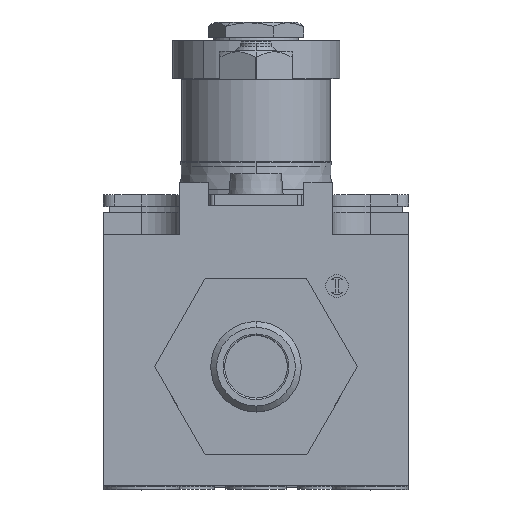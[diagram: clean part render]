
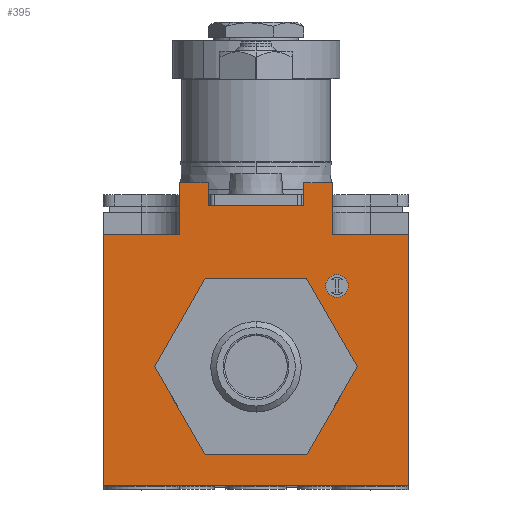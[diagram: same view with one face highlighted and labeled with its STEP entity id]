
A CAD part, top view. The second image highlights one B-rep face of the part: STEP entity #395.
In plain terms, the highlighted planar face has unit normal (0, 0, 1).
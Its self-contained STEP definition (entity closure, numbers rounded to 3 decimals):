
#395=ADVANCED_FACE('',(#1675,#1676,#1677),#1678,.T.);
#1675=FACE_OUTER_BOUND('',#5198,.T.);
#1676=FACE_BOUND('',#5199,.T.);
#1677=FACE_BOUND('',#5200,.T.);
#1678=PLANE('',#5201);
#5198=EDGE_LOOP('',(#8722,#8723,#8724,#8725,#8726,#8727,#8728,#8729,#8730,#8731,#8732,#8733));
#5199=EDGE_LOOP('',(#8734,#8735));
#5200=EDGE_LOOP('',(#8736,#8737));
#5201=AXIS2_PLACEMENT_3D('',#8738,#8739,#8740);
#8722=ORIENTED_EDGE('',*,*,#16137,.T.);
#8723=ORIENTED_EDGE('',*,*,#16023,.F.);
#8724=ORIENTED_EDGE('',*,*,#16138,.F.);
#8725=ORIENTED_EDGE('',*,*,#16139,.T.);
#8726=ORIENTED_EDGE('',*,*,#16140,.F.);
#8727=ORIENTED_EDGE('',*,*,#16141,.T.);
#8728=ORIENTED_EDGE('',*,*,#16142,.T.);
#8729=ORIENTED_EDGE('',*,*,#16087,.T.);
#8730=ORIENTED_EDGE('',*,*,#16136,.F.);
#8731=ORIENTED_EDGE('',*,*,#16134,.T.);
#8732=ORIENTED_EDGE('',*,*,#16143,.F.);
#8733=ORIENTED_EDGE('',*,*,#16144,.T.);
#8734=ORIENTED_EDGE('',*,*,#15929,.T.);
#8735=ORIENTED_EDGE('',*,*,#16145,.T.);
#8736=ORIENTED_EDGE('',*,*,#16146,.T.);
#8737=ORIENTED_EDGE('',*,*,#15909,.T.);
#8738=CARTESIAN_POINT('',(-20.0,-1.7,76.5));
#8739=DIRECTION('',(0.0,0.,1.0));
#8740=DIRECTION('',(0.0,-1.0,0.));
#15909=EDGE_CURVE('',#18741,#18738,#18742,.T.);
#15929=EDGE_CURVE('',#18781,#18778,#18782,.T.);
#16023=EDGE_CURVE('',#18959,#18961,#18962,.T.);
#16087=EDGE_CURVE('',#19064,#19062,#19065,.T.);
#16134=EDGE_CURVE('',#19155,#19153,#19156,.T.);
#16136=EDGE_CURVE('',#19155,#19062,#19158,.T.);
#16137=EDGE_CURVE('',#19159,#18961,#19160,.T.);
#16138=EDGE_CURVE('',#19161,#18959,#19162,.T.);
#16139=EDGE_CURVE('',#19161,#19163,#19164,.T.);
#16140=EDGE_CURVE('',#19165,#19163,#19166,.T.);
#16141=EDGE_CURVE('',#19165,#19167,#19168,.T.);
#16142=EDGE_CURVE('',#19167,#19064,#19169,.T.);
#16143=EDGE_CURVE('',#19170,#19153,#19171,.T.);
#16144=EDGE_CURVE('',#19170,#19159,#19172,.T.);
#16145=EDGE_CURVE('',#18778,#18781,#19173,.T.);
#16146=EDGE_CURVE('',#18738,#18741,#19174,.T.);
#18738=VERTEX_POINT('',#23856);
#18741=VERTEX_POINT('',#23860);
#18742=CIRCLE('',#23861,1.5);
#18778=VERTEX_POINT('',#23906);
#18781=VERTEX_POINT('',#23910);
#18782=CIRCLE('',#23911,10.265);
#18959=VERTEX_POINT('',#24179);
#18961=VERTEX_POINT('',#24182);
#18962=LINE('',#24183,#24184);
#19062=VERTEX_POINT('',#24333);
#19064=VERTEX_POINT('',#24336);
#19065=LINE('',#24337,#24338);
#19153=VERTEX_POINT('',#24463);
#19155=VERTEX_POINT('',#24466);
#19156=LINE('',#24467,#24468);
#19158=LINE('',#24471,#24472);
#19159=VERTEX_POINT('',#24473);
#19160=LINE('',#24474,#24475);
#19161=VERTEX_POINT('',#24476);
#19162=LINE('',#24477,#24478);
#19163=VERTEX_POINT('',#24479);
#19164=LINE('',#24480,#24481);
#19165=VERTEX_POINT('',#24482);
#19166=LINE('',#24483,#24484);
#19167=VERTEX_POINT('',#24485);
#19168=LINE('',#24486,#24487);
#19169=LINE('',#24488,#24489);
#19170=VERTEX_POINT('',#24490);
#19171=LINE('',#24491,#24492);
#19172=LINE('',#24493,#24494);
#19173=CIRCLE('',#24495,10.265);
#19174=CIRCLE('',#24496,1.5);
#23856=CARTESIAN_POINT('',(12.107,24.507,76.5));
#23860=CARTESIAN_POINT('',(9.107,24.507,76.5));
#23861=AXIS2_PLACEMENT_3D('',#29822,#29823,#29824);
#23906=CARTESIAN_POINT('',(0.,24.165,76.5));
#23910=CARTESIAN_POINT('',(0.0,3.635,76.5));
#23911=AXIS2_PLACEMENT_3D('',#29862,#29863,#29864);
#24179=CARTESIAN_POINT('',(20.0,-1.7,76.5));
#24182=CARTESIAN_POINT('',(-20.0,-1.7,76.5));
#24183=CARTESIAN_POINT('',(20.0,-1.7,76.5));
#24184=VECTOR('',#30036,40.0);
#24333=CARTESIAN_POINT('',(-6.275,35.0,76.5));
#24336=CARTESIAN_POINT('',(6.275,35.0,76.5));
#24337=CARTESIAN_POINT('',(6.275,35.0,76.5));
#24338=VECTOR('',#30126,12.55);
#24463=CARTESIAN_POINT('',(-10.0,38.0,76.5));
#24466=CARTESIAN_POINT('',(-6.275,38.0,76.5));
#24467=CARTESIAN_POINT('',(-6.275,38.0,76.5));
#24468=VECTOR('',#30189,3.725);
#24471=CARTESIAN_POINT('',(-6.275,38.0,76.5));
#24472=VECTOR('',#30191,3.0);
#24473=CARTESIAN_POINT('',(-20.0,31.3,76.5));
#24474=CARTESIAN_POINT('',(-20.0,31.3,76.5));
#24475=VECTOR('',#30192,33.0);
#24476=CARTESIAN_POINT('',(20.0,31.3,76.5));
#24477=CARTESIAN_POINT('',(20.0,31.3,76.5));
#24478=VECTOR('',#30193,33.0);
#24479=CARTESIAN_POINT('',(10.0,31.3,76.5));
#24480=CARTESIAN_POINT('',(20.0,31.3,76.5));
#24481=VECTOR('',#30194,10.0);
#24482=CARTESIAN_POINT('',(10.0,38.0,76.5));
#24483=CARTESIAN_POINT('',(10.0,38.0,76.5));
#24484=VECTOR('',#30195,6.7);
#24485=CARTESIAN_POINT('',(6.275,38.0,76.5));
#24486=CARTESIAN_POINT('',(10.0,38.0,76.5));
#24487=VECTOR('',#30196,3.725);
#24488=CARTESIAN_POINT('',(6.275,38.0,76.5));
#24489=VECTOR('',#30197,3.0);
#24490=CARTESIAN_POINT('',(-10.0,31.3,76.5));
#24491=CARTESIAN_POINT('',(-10.0,31.3,76.5));
#24492=VECTOR('',#30198,6.7);
#24493=CARTESIAN_POINT('',(-10.0,31.3,76.5));
#24494=VECTOR('',#30199,10.0);
#24495=AXIS2_PLACEMENT_3D('',#30200,#30201,#30202);
#24496=AXIS2_PLACEMENT_3D('',#30203,#30204,#30205);
#29822=CARTESIAN_POINT('',(10.607,24.507,76.5));
#29823=DIRECTION('',(0.0,0.,-1.0));
#29824=DIRECTION('',(1.0,0.0,0.0));
#29862=CARTESIAN_POINT('',(0.0,13.9,76.5));
#29863=DIRECTION('',(0.0,0.,-1.0));
#29864=DIRECTION('',(0.0,-1.0,0.));
#30036=DIRECTION('',(-1.0,0.0,0.0));
#30126=DIRECTION('',(-1.0,0.0,0.0));
#30189=DIRECTION('',(-1.0,0.0,0.0));
#30191=DIRECTION('',(0.0,-1.0,0.));
#30192=DIRECTION('',(0.0,-1.0,0.));
#30193=DIRECTION('',(0.0,-1.0,0.));
#30194=DIRECTION('',(-1.0,0.0,0.0));
#30195=DIRECTION('',(0.0,-1.0,0.));
#30196=DIRECTION('',(-1.0,0.0,0.0));
#30197=DIRECTION('',(0.0,-1.0,0.));
#30198=DIRECTION('',(0.0,1.0,0.));
#30199=DIRECTION('',(-1.0,0.0,0.0));
#30200=CARTESIAN_POINT('',(0.0,13.9,76.5));
#30201=DIRECTION('',(0.0,0.,-1.0));
#30202=DIRECTION('',(0.0,-1.0,0.));
#30203=CARTESIAN_POINT('',(10.607,24.507,76.5));
#30204=DIRECTION('',(0.0,0.,-1.0));
#30205=DIRECTION('',(1.0,0.0,0.0));
